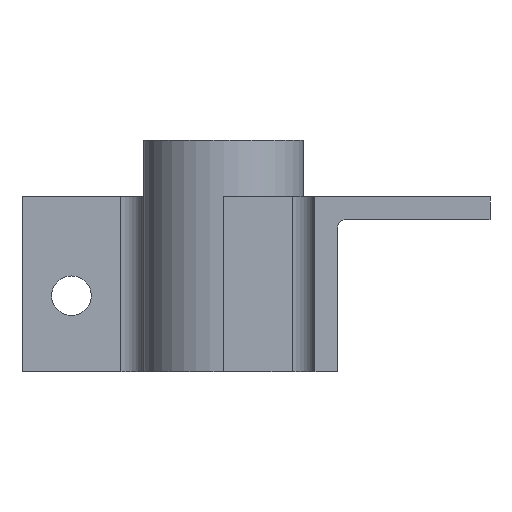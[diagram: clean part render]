
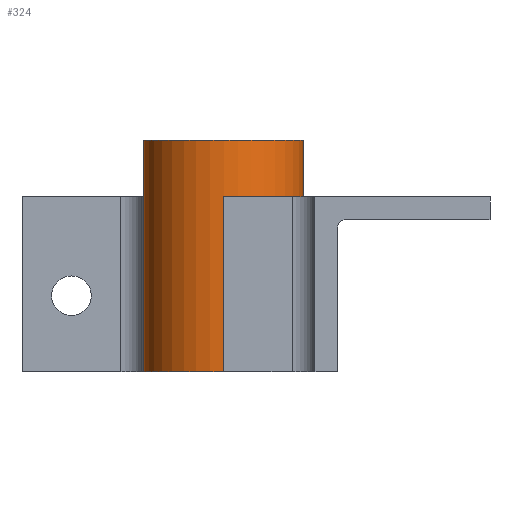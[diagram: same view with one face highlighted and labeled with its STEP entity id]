
A CAD part, front view. The second image highlights one B-rep face of the part: STEP entity #324.
In plain terms, the highlighted cylindrical face has radius 10.5 mm (diameter 21 mm), a partial arc.
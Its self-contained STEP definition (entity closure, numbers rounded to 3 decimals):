
#4 = CARTESIAN_POINT ( 'NONE',  ( -10.5, 0., 20. ) ) ;
#11 = ORIENTED_EDGE ( 'NONE', *, *, #294, .T. ) ;
#33 = CARTESIAN_POINT ( 'NONE',  ( 0., -10.5, 20. ) ) ;
#57 = CIRCLE ( 'NONE', #484, 10.5 ) ;
#92 = EDGE_CURVE ( 'NONE', #981, #191, #627, .T. ) ;
#113 = VECTOR ( 'NONE', #527, 1000. ) ;
#121 = EDGE_CURVE ( 'NONE', #1149, #1170, #57, .T. ) ;
#142 = DIRECTION ( 'NONE',  ( 0., 0., -1. ) ) ;
#162 = EDGE_CURVE ( 'NONE', #191, #1095, #559, .T. ) ;
#177 = CARTESIAN_POINT ( 'NONE',  ( 0., 0., 20. ) ) ;
#191 = VERTEX_POINT ( 'NONE', #218 ) ;
#195 = CARTESIAN_POINT ( 'NONE',  ( 10.5, 0., 20. ) ) ;
#198 = AXIS2_PLACEMENT_3D ( 'NONE', #702, #1008, #356 ) ;
#218 = CARTESIAN_POINT ( 'NONE',  ( 0., -10.5, 23. ) ) ;
#294 = EDGE_CURVE ( 'NONE', #1260, #1095, #522, .T. ) ;
#324 = ADVANCED_FACE ( 'NONE', ( #456 ), #434, .T. ) ;
#345 = CARTESIAN_POINT ( 'NONE',  ( -10.5, 0., 23. ) ) ;
#356 = DIRECTION ( 'NONE',  ( -1., 0., 0. ) ) ;
#387 = ORIENTED_EDGE ( 'NONE', *, *, #724, .T. ) ;
#413 = LINE ( 'NONE', #1247, #963 ) ;
#428 = EDGE_CURVE ( 'NONE', #1149, #981, #776, .T. ) ;
#434 = CYLINDRICAL_SURFACE ( 'NONE', #1141, 10.5 ) ;
#456 = FACE_OUTER_BOUND ( 'NONE', #1330, .T. ) ;
#476 = CARTESIAN_POINT ( 'NONE',  ( -10.5, 0., 0. ) ) ;
#484 = AXIS2_PLACEMENT_3D ( 'NONE', #649, #871, #853 ) ;
#522 = CIRCLE ( 'NONE', #198, 10.5 ) ;
#527 = DIRECTION ( 'NONE',  ( 0., 0., -1. ) ) ;
#559 = LINE ( 'NONE', #33, #815 ) ;
#586 = DIRECTION ( 'NONE',  ( 0., 0., -1. ) ) ;
#616 = DIRECTION ( 'NONE',  ( 0., 0., -1. ) ) ;
#627 = CIRCLE ( 'NONE', #973, 10.5 ) ;
#649 = CARTESIAN_POINT ( 'NONE',  ( 0., 0., 30.45 ) ) ;
#686 = VECTOR ( 'NONE', #1287, 1000. ) ;
#696 = DIRECTION ( 'NONE',  ( -1., 0., 0. ) ) ;
#702 = CARTESIAN_POINT ( 'NONE',  ( 0., 0., 0. ) ) ;
#713 = DIRECTION ( 'NONE',  ( -1., 0., 0. ) ) ;
#724 = EDGE_CURVE ( 'NONE', #1170, #1139, #413, .T. ) ;
#776 = LINE ( 'NONE', #195, #113 ) ;
#815 = VECTOR ( 'NONE', #142, 1000. ) ;
#853 = DIRECTION ( 'NONE',  ( -1., 0., 0. ) ) ;
#857 = LINE ( 'NONE', #4, #686 ) ;
#871 = DIRECTION ( 'NONE',  ( 0., 0., -1. ) ) ;
#892 = CARTESIAN_POINT ( 'NONE',  ( 0., -10.5, 0. ) ) ;
#921 = ORIENTED_EDGE ( 'NONE', *, *, #428, .F. ) ;
#955 = ORIENTED_EDGE ( 'NONE', *, *, #1018, .T. ) ;
#963 = VECTOR ( 'NONE', #1374, 1000. ) ;
#965 = CARTESIAN_POINT ( 'NONE',  ( 10.5, 0., 23. ) ) ;
#973 = AXIS2_PLACEMENT_3D ( 'NONE', #1015, #586, #696 ) ;
#981 = VERTEX_POINT ( 'NONE', #965 ) ;
#989 = CARTESIAN_POINT ( 'NONE',  ( -10.5, 0., 30.45 ) ) ;
#1008 = DIRECTION ( 'NONE',  ( 0., 0., 1. ) ) ;
#1015 = CARTESIAN_POINT ( 'NONE',  ( 0., 0., 23. ) ) ;
#1018 = EDGE_CURVE ( 'NONE', #1139, #1260, #857, .T. ) ;
#1039 = ORIENTED_EDGE ( 'NONE', *, *, #92, .F. ) ;
#1084 = CARTESIAN_POINT ( 'NONE',  ( 10.5, 0., 30.45 ) ) ;
#1086 = ORIENTED_EDGE ( 'NONE', *, *, #121, .T. ) ;
#1095 = VERTEX_POINT ( 'NONE', #892 ) ;
#1139 = VERTEX_POINT ( 'NONE', #345 ) ;
#1141 = AXIS2_PLACEMENT_3D ( 'NONE', #177, #616, #713 ) ;
#1149 = VERTEX_POINT ( 'NONE', #1084 ) ;
#1170 = VERTEX_POINT ( 'NONE', #989 ) ;
#1247 = CARTESIAN_POINT ( 'NONE',  ( -10.5, 0., 20. ) ) ;
#1260 = VERTEX_POINT ( 'NONE', #476 ) ;
#1287 = DIRECTION ( 'NONE',  ( 0., 0., -1. ) ) ;
#1330 = EDGE_LOOP ( 'NONE', ( #921, #1086, #387, #955, #11, #1359, #1039 ) ) ;
#1359 = ORIENTED_EDGE ( 'NONE', *, *, #162, .F. ) ;
#1374 = DIRECTION ( 'NONE',  ( 0., 0., -1. ) ) ;
